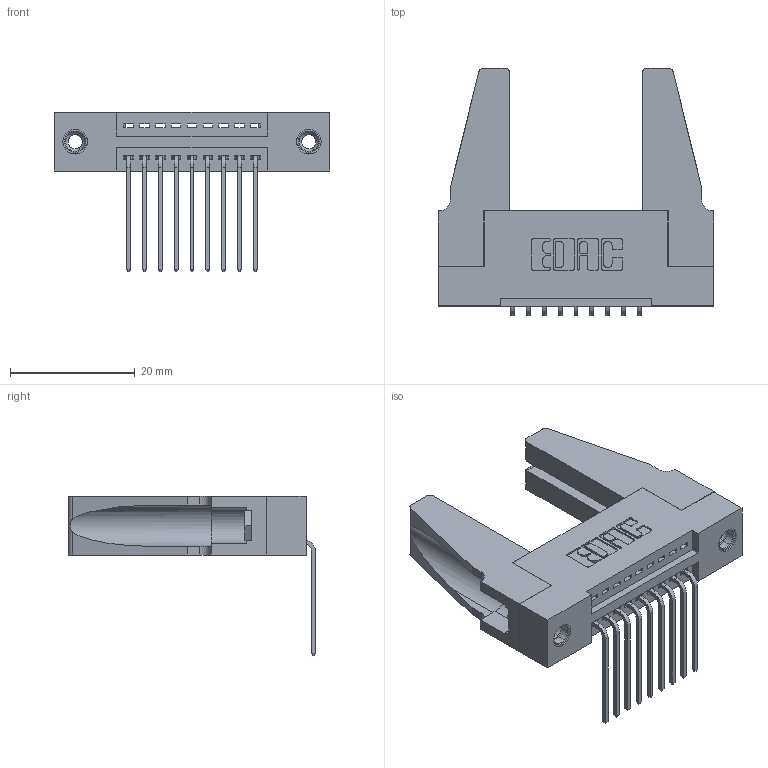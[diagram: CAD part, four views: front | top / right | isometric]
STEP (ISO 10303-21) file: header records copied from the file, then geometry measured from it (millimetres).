
FILE_DESCRIPTION (( 'STEP AP203' ), '1' );
FILE_NAME ('395-009-559-188.STEP', '2019-10-15T20:53:17', ( '' ), ( '' ), 'SwSTEP 2.0', 'SolidWorks 2016', '' );
FILE_SCHEMA (( 'CONFIG_CONTROL_DESIGN' ));
Length unit declared in the file: inch
Products named in the file (5): 345-292-001_558 559 Tail - 1; 345-220-078_345-220-088; 395-009-559-188; 345-250-001_345-250-001-102; 345 Part_Flush Mounting Lugs - 0.156 Dia-TH
Assembly tree (14 placements, depth 2):
  395-009-559-188
    345 Part_Flush Mounting Lugs - 0.156 Dia-TH
    345-292-001_558 559 Tail - 1  x9
    345-250-001_345-250-001-102  x2
    345-220-078_345-220-088  x2
Bounding box: 44.09 x 39.61 x 25.53 mm (x, y, z)
Volume: 7200.3 mm3; surface area: 8103.2 mm2
Topology: 14 solids, 14 shells, 790 faces, 2293 edges, 1506 vertices
Faces by surface type: plane 530, cylinder 244, cone 12, torus 4
Entity records: 13448 total; most frequent: CARTESIAN_POINT 2321, ORIENTED_EDGE 2224, DIRECTION 2082, EDGE_CURVE 1112, LINE 902, VECTOR 902, VERTEX_POINT 734, AXIS2_PLACEMENT_3D 590
